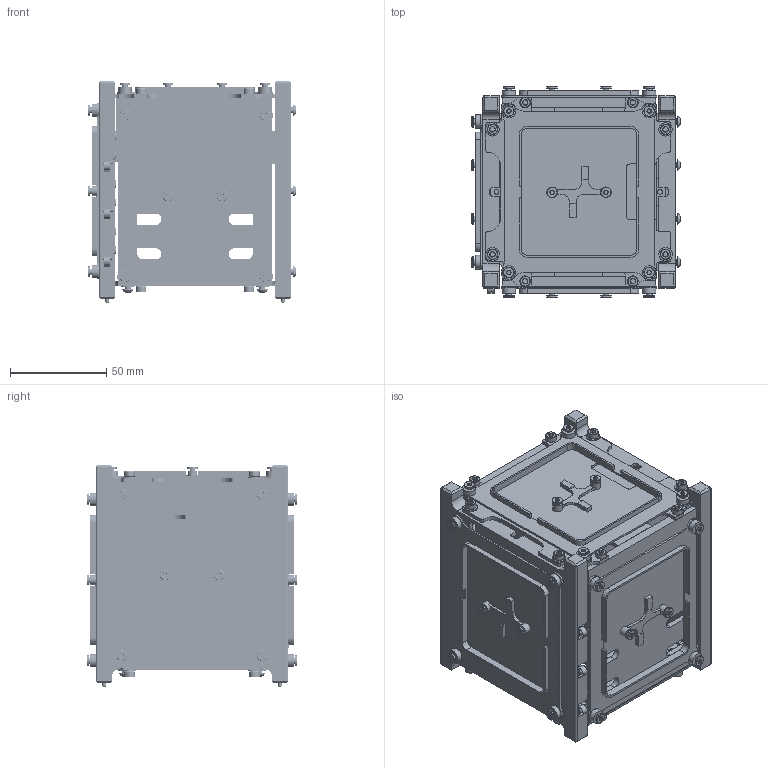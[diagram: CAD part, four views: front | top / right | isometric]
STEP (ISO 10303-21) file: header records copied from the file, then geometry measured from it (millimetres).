
FILE_DESCRIPTION(/* description */ (''),/* implementation_level */ '2;1');
FILE_NAME(/* name */ 'Structure.2.18.0.stp',/* time_stamp */ '2020-10-22T06:51:19-07:00',/* author */ ('Bradley'),/* organization */ (''),/* preprocessor_version */ 'ST-DEVELOPER v16.13',/* originating_system */ 'Autodesk Inventor 2018',/* authorisation */ '');
FILE_SCHEMA (('AUTOMOTIVE_DESIGN { 1 0 10303 214 3 1 1 }'));
Products named in the file (20): Structure; 48-0280; 49-0006; Spring_Separation; Washer_3.2x7.0x0.6mm; 48-0340; 48-0350; Bolt_M3x0.35_6mm_SH; 48-03A1; Structure_+X; Structure_-X; Structure_-Z; Structure_MagnetorquerForm; Structure_SolarPanelHeatsink; Structure_Y; Germination; Germination_Bottom; Germination_Top; 48-0362; Bolt_M3x0.35_6mm_SH_1
Assembly tree (97 placements, depth 3):
  Structure
    49-0006  x3
    48-0280  x6
    Spring_Separation  x2
    Washer_3.2x7.0x0.6mm  x12
    48-0340  x10
    48-0350  x8
    48-0362  x4
    Bolt_M3x0.35_6mm_SH_1  x8
    Bolt_M3x0.35_6mm_SH  x18
    48-03A1  x2
    Structure_+X
    Structure_-X
    Structure_-Z
    Structure_MagnetorquerForm  x4
    Structure_SolarPanelHeatsink  x3
    Structure_Y  x2
    Germination
      Germination_Bottom
      Germination_Top
      48-0362  x3
      Bolt_M3x0.35_6mm_SH_1  x6
Bounding box: 108.45 x 109.6 x 115.86 mm (x, y, z)
Volume: 186674.7 mm3; surface area: 209503.6 mm2
Topology: 96 solids, 99 shells, 3282 faces, 7586 edges, 4658 vertices
Faces by surface type: plane 1621, cylinder 857, cone 565, bspline 156, torus 65, sphere 18
Full cylindrical faces by diameter (mm): 1.47 x9, 1.5 x1, 1.6 x22, 1.778 x2, 2 x10, 2.3 x3, 2.5 x58, 3 x67, 3.2 x12, 3.4 x6, 3.454 x2, 3.5 x38, 3.8 x9, 4.1 x4, 4.166 x2, 4.8 x6, 5 x10, 5.5 x49, 5.7 x10, 6 x4, 7 x28, 8 x3
Entity records: 41505 total; most frequent: CARTESIAN_POINT 7934, DIRECTION 6866, ORIENTED_EDGE 6454, EDGE_CURVE 3228, AXIS2_PLACEMENT_3D 2434, VERTEX_POINT 2201, LINE 1998, VECTOR 1998
